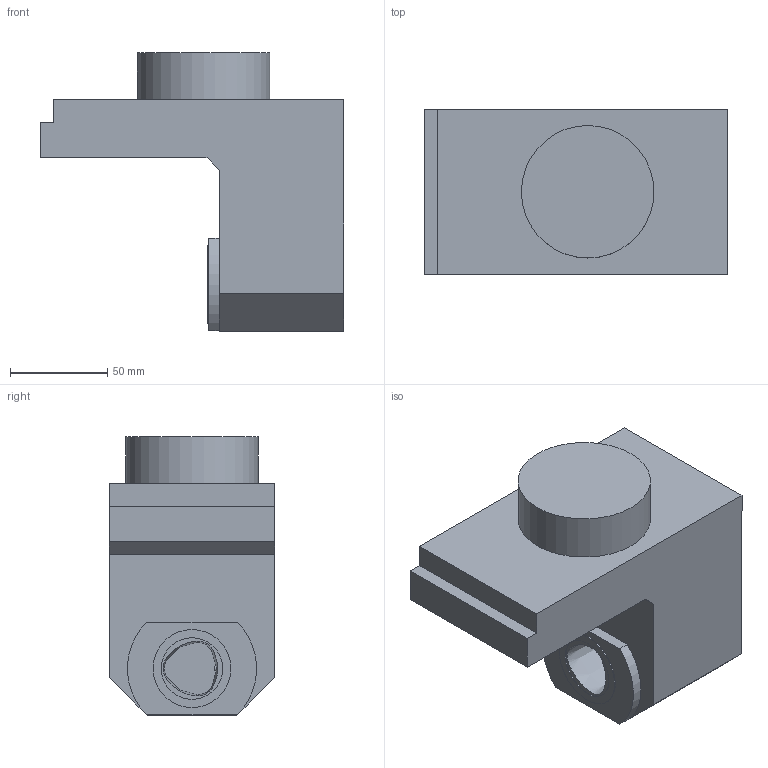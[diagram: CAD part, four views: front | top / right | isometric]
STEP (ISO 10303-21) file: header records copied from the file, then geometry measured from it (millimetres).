
FILE_DESCRIPTION(/* description */ (''),/* implementation_level */ '2;1');
FILE_NAME(/* name */ '1529073946316.stp',/* time_stamp */ '2018-06-15T16:45:51+02:00',/* author */ (''),/* organization */ ('SMS'),/* preprocessor_version */ 'ST-DEVELOPER v15',/* originating_system */ 'SIEMENS PLM Software NX 8.5',/* authorisation */ '');
FILE_SCHEMA (('AUTOMOTIVE_DESIGN { 1 0 10303 214 3 1 1 1 }'));
Length unit declared in the file: millimetre
Products named in the file (1): 200835953mod000_01
Bounding box: 156 x 85 x 143 mm (x, y, z)
Volume: 941568.4 mm3; surface area: 73151.3 mm2
Topology: 1 solids, 1 shells, 28 faces, 67 edges, 47 vertices
Faces by surface type: plane 21, cylinder 6, bspline 1
Full cylindrical faces by diameter (mm): 2.5 x1, 31.6 x1, 40 x1, 68 x1
Entity records: 1023 total; most frequent: CARTESIAN_POINT 352, DIRECTION 125, ORIENTED_EDGE 120, EDGE_CURVE 60, VERTEX_POINT 45, AXIS2_PLACEMENT_3D 42, LINE 41, VECTOR 41
